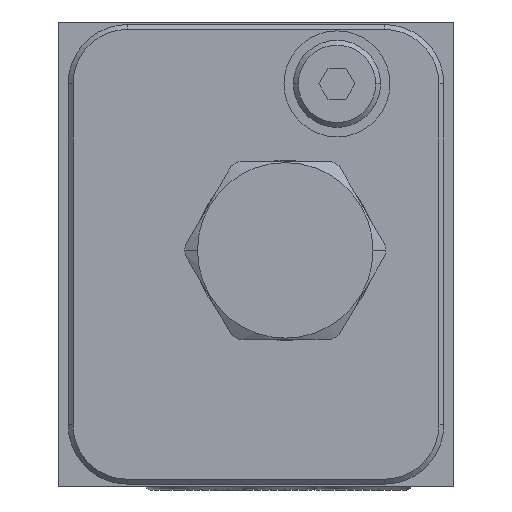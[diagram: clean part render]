
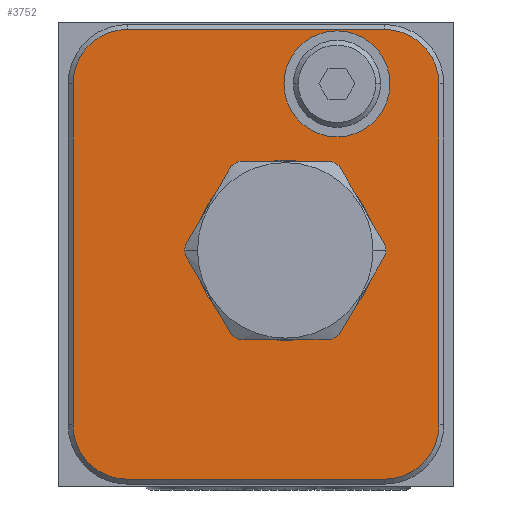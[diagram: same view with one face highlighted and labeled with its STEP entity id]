
A CAD part, front view. The second image highlights one B-rep face of the part: STEP entity #3752.
In plain terms, the highlighted planar face has unit normal (0, -1, 0).
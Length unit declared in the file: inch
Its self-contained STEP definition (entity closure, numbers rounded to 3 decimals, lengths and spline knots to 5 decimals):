
#147=CARTESIAN_POINT('',(2.062,-4.469,2.547));
#148=DIRECTION('',(0.,1.,0.));
#149=DIRECTION('',(0.,0.,1.));
#150=AXIS2_PLACEMENT_3D('',#147,#148,#149);
#161=CARTESIAN_POINT('',(1.435,-4.469,1.494));
#162=DIRECTION('',(0.,1.,0.));
#163=DIRECTION('',(0.,0.,-1.));
#164=AXIS2_PLACEMENT_3D('',#161,#162,#163);
#166=CARTESIAN_POINT('',(1.435,-4.469,1.494));
#167=DIRECTION('',(0.,1.,0.));
#168=DIRECTION('',(0.,0.,1.));
#169=AXIS2_PLACEMENT_3D('',#166,#167,#168);
#171=CARTESIAN_POINT('',(1.762,-4.469,2.547));
#172=DIRECTION('',(0.,1.,0.));
#173=DIRECTION('',(0.,0.,-1.));
#174=AXIS2_PLACEMENT_3D('',#171,#172,#173);
#176=CARTESIAN_POINT('',(1.762,-4.469,2.547));
#177=DIRECTION('',(0.,1.,0.));
#178=DIRECTION('',(0.,0.,1.));
#179=AXIS2_PLACEMENT_3D('',#176,#177,#178);
#2889=DIRECTION('',(0.,0.,-1.));
#2890=VECTOR('',#2889,2.156);
#2891=CARTESIAN_POINT('',(2.406,-4.469,2.547));
#2892=LINE('',#2891,#2890);
#2909=CARTESIAN_POINT('',(2.062,-4.469,0.391));
#2910=DIRECTION('',(0.,1.,0.));
#2911=DIRECTION('',(1.,0.,0.));
#2912=AXIS2_PLACEMENT_3D('',#2909,#2910,#2911);
#2927=DIRECTION('',(-1.,0.,0.));
#2928=VECTOR('',#2927,1.625);
#2929=CARTESIAN_POINT('',(2.062,-4.469,0.047));
#2930=LINE('',#2929,#2928);
#2943=CARTESIAN_POINT('',(0.437,-4.469,0.391));
#2944=DIRECTION('',(0.,1.,0.));
#2945=DIRECTION('',(0.,0.,-1.));
#2946=AXIS2_PLACEMENT_3D('',#2943,#2944,#2945);
#2957=DIRECTION('',(0.,0.,1.));
#2958=VECTOR('',#2957,2.156);
#2959=CARTESIAN_POINT('',(0.093,-4.469,0.391));
#2960=LINE('',#2959,#2958);
#2977=CARTESIAN_POINT('',(0.437,-4.469,2.547));
#2978=DIRECTION('',(0.,1.,0.));
#2979=DIRECTION('',(-1.,0.,0.));
#2980=AXIS2_PLACEMENT_3D('',#2977,#2978,#2979);
#2991=DIRECTION('',(1.,0.,0.));
#2992=VECTOR('',#2991,1.625);
#2993=CARTESIAN_POINT('',(0.437,-4.469,2.891));
#2994=LINE('',#2993,#2992);
#3347=CARTESIAN_POINT('',(1.435,-4.469,2.065));
#3348=VERTEX_POINT('',#3347);
#3353=CARTESIAN_POINT('',(1.435,-4.469,
0.923));
#3354=VERTEX_POINT('',#3353);
#3389=CARTESIAN_POINT('',(2.062,-4.469,0.047));
#3390=CARTESIAN_POINT('',(0.437,-4.469,0.047));
#3391=VERTEX_POINT('',#3389);
#3392=VERTEX_POINT('',#3390);
#3397=CARTESIAN_POINT('',(0.093,-4.469,0.391));
#3398=VERTEX_POINT('',#3397);
#3401=CARTESIAN_POINT('',(0.093,-4.469,2.547));
#3402=VERTEX_POINT('',#3401);
#3405=CARTESIAN_POINT('',(0.437,-4.469,2.891));
#3406=VERTEX_POINT('',#3405);
#3409=CARTESIAN_POINT('',(2.062,-4.469,2.891));
#3410=VERTEX_POINT('',#3409);
#3413=CARTESIAN_POINT('',(2.406,-4.469,2.547));
#3414=VERTEX_POINT('',#3413);
#3417=CARTESIAN_POINT('',(2.406,-4.469,0.391));
#3418=VERTEX_POINT('',#3417);
#3437=CARTESIAN_POINT('',(1.762,-4.469,2.212));
#3438=CARTESIAN_POINT('',(1.762,-4.469,2.882));
#3439=VERTEX_POINT('',#3437);
#3440=VERTEX_POINT('',#3438);
#3718=CARTESIAN_POINT('',(0.,-4.469,0.));
#3719=DIRECTION('',(0.,-1.,0.));
#3720=DIRECTION('',(1.,0.,0.));
#3721=AXIS2_PLACEMENT_3D('',#3718,#3719,#3720);
#3722=PLANE('',#3721);
#3723=ORIENTED_EDGE('',*,*,#3708,.T.);
#3725=ORIENTED_EDGE('',*,*,#3724,.T.);
#3727=ORIENTED_EDGE('',*,*,#3726,.T.);
#3729=ORIENTED_EDGE('',*,*,#3728,.T.);
#3731=ORIENTED_EDGE('',*,*,#3730,.T.);
#3733=ORIENTED_EDGE('',*,*,#3732,.T.);
#3735=ORIENTED_EDGE('',*,*,#3734,.T.);
#3737=ORIENTED_EDGE('',*,*,#3736,.T.);
#3738=EDGE_LOOP('',(#3723,#3725,#3727,#3729,#3731,#3733,#3735,#3737));
#3739=FACE_OUTER_BOUND('',#3738,.F.);
#3741=ORIENTED_EDGE('',*,*,#3740,.F.);
#3743=ORIENTED_EDGE('',*,*,#3742,.F.);
#3744=EDGE_LOOP('',(#3741,#3743));
#3745=FACE_BOUND('',#3744,.F.);
#3747=ORIENTED_EDGE('',*,*,#3746,.F.);
#3749=ORIENTED_EDGE('',*,*,#3748,.F.);
#3750=EDGE_LOOP('',(#3747,#3749));
#3751=FACE_BOUND('',#3750,.F.);
#3752=ADVANCED_FACE('',(#3739,#3745,#3751),#3722,.T.);
#151=CIRCLE('',#150,0.344);
#165=CIRCLE('',#164,0.571);
#170=CIRCLE('',#169,0.571);
#175=CIRCLE('',#174,0.335);
#180=CIRCLE('',#179,0.335);
#2913=CIRCLE('',#2912,0.344);
#2947=CIRCLE('',#2946,0.344);
#2981=CIRCLE('',#2980,0.344);
#3708=EDGE_CURVE('',#3410,#3414,#151,.T.);
#3724=EDGE_CURVE('',#3414,#3418,#2892,.T.);
#3726=EDGE_CURVE('',#3418,#3391,#2913,.T.);
#3728=EDGE_CURVE('',#3391,#3392,#2930,.T.);
#3730=EDGE_CURVE('',#3392,#3398,#2947,.T.);
#3732=EDGE_CURVE('',#3398,#3402,#2960,.T.);
#3734=EDGE_CURVE('',#3402,#3406,#2981,.T.);
#3736=EDGE_CURVE('',#3406,#3410,#2994,.T.);
#3740=EDGE_CURVE('',#3354,#3348,#165,.T.);
#3742=EDGE_CURVE('',#3348,#3354,#170,.T.);
#3746=EDGE_CURVE('',#3439,#3440,#175,.T.);
#3748=EDGE_CURVE('',#3440,#3439,#180,.T.);
